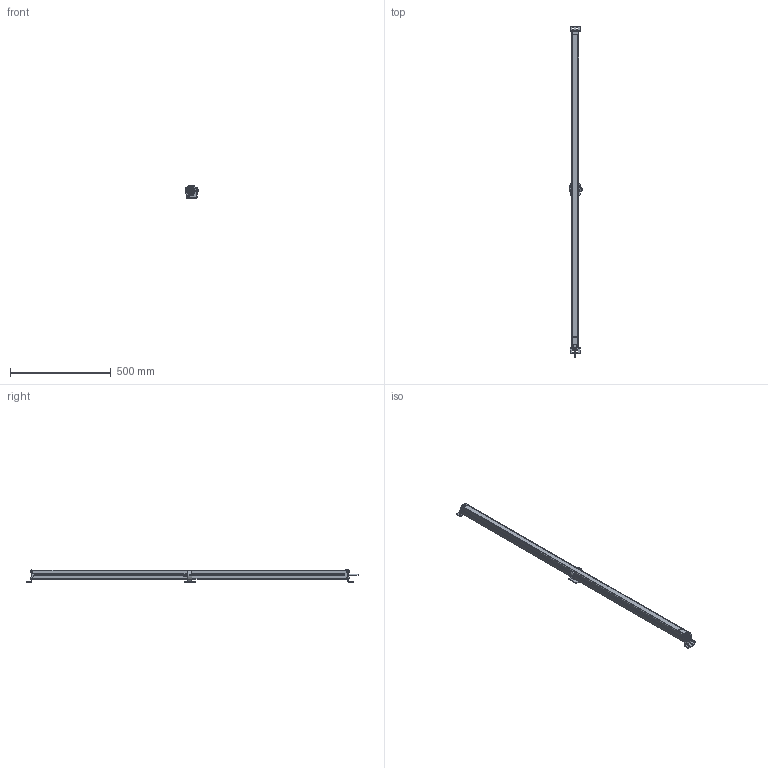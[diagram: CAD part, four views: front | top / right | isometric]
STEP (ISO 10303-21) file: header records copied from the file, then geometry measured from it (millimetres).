
FILE_DESCRIPTION((''),'2;1');
FILE_NAME('139526_SM01_ASM','2023-04-11T09:54:46',('banengservice'),('BANNER ENGINEERING'),'CREO PARAMETRIC BY PTC INC, 2022414','CREO PARAMETRIC BY PTC INC, 2022414','');
FILE_SCHEMA(('CONFIG_CONTROL_DESIGN'));
Products named in the file (10): 139526_EP01; 114483; 114482; 58892; 60139; 71756_ASM; 111087; 58892_GENERIC; 120191; 139526_SM01_ASM
Assembly tree (16 placements, depth 3):
  139526_SM01_ASM
    139526_EP01
    71756_ASM
      114483
      114482
      58892  x3
      60139  x2
    111087  x2
    58892_GENERIC  x4
    120191
Bounding box: 68.64 x 1648 x 63 mm (x, y, z)
Volume: 2304221.5 mm3; surface area: 378075 mm2
Topology: 15 solids, 21 shells, 2625 faces, 7140 edges, 4644 vertices
Faces by surface type: plane 1517, cylinder 779, bspline 235, torus 58, sphere 22, cone 14
Entity records: 85909 total; most frequent: CARTESIAN_POINT 35423, ORIENTED_EDGE 11032, DIRECTION 9611, EDGE_CURVE 5524, VERTEX_POINT 3586, VECTOR 3469, LINE 3469, AXIS2_PLACEMENT_3D 3071
